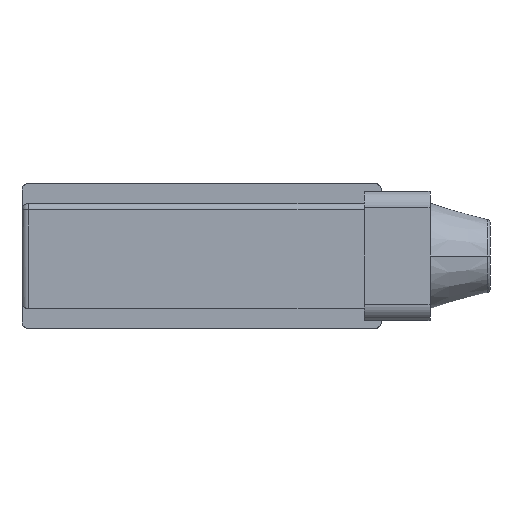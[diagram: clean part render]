
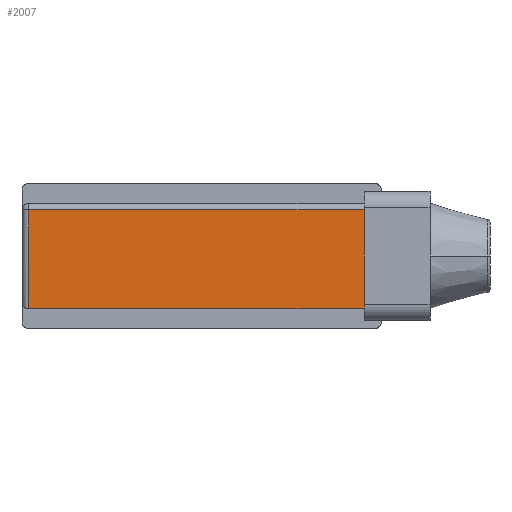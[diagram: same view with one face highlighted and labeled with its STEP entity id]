
A CAD part, front view. The second image highlights one B-rep face of the part: STEP entity #2007.
In plain terms, the highlighted planar face has unit normal (0, -1, 0).
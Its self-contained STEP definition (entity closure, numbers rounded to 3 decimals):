
#290=DIRECTION('',(-1.,0.,0.));
#291=VECTOR('',#290,50.9);
#292=CARTESIAN_POINT('',(24.7,-18.3,7.));
#293=LINE('',#292,#291);
#294=DIRECTION('',(0.,0.,1.));
#295=VECTOR('',#294,15.);
#296=CARTESIAN_POINT('',(24.7,-18.3,-8.));
#297=LINE('',#296,#295);
#298=DIRECTION('',(1.,0.,0.));
#299=VECTOR('',#298,50.9);
#300=CARTESIAN_POINT('',(-26.2,-18.3,-8.));
#301=LINE('',#300,#299);
#302=DIRECTION('',(0.,0.,-1.));
#303=VECTOR('',#302,15.);
#304=CARTESIAN_POINT('',(-26.2,-18.3,7.));
#305=LINE('',#304,#303);
#1428=CARTESIAN_POINT('',(-26.2,-18.3,-8.));
#1430=VERTEX_POINT('',#1428);
#1433=CARTESIAN_POINT('',(-26.2,-18.3,7.));
#1434=VERTEX_POINT('',#1433);
#1441=CARTESIAN_POINT('',(24.7,-18.3,7.));
#1442=VERTEX_POINT('',#1441);
#1445=CARTESIAN_POINT('',(24.7,-18.3,-8.));
#1446=VERTEX_POINT('',#1445);
#1995=CARTESIAN_POINT('',(-27.2,-18.3,-11.));
#1996=DIRECTION('',(0.,-1.,0.));
#1997=DIRECTION('',(1.,0.,0.));
#1998=AXIS2_PLACEMENT_3D('',#1995,#1996,#1997);
#1999=PLANE('',#1998);
#2000=ORIENTED_EDGE('',*,*,#1986,.F.);
#2001=ORIENTED_EDGE('',*,*,#1740,.F.);
#2002=ORIENTED_EDGE('',*,*,#1845,.F.);
#2004=ORIENTED_EDGE('',*,*,#2003,.F.);
#2005=EDGE_LOOP('',(#2000,#2001,#2002,#2004));
#2006=FACE_OUTER_BOUND('',#2005,.F.);
#1740=EDGE_CURVE('',#1446,#1442,#297,.T.);
#1845=EDGE_CURVE('',#1430,#1446,#301,.T.);
#1986=EDGE_CURVE('',#1442,#1434,#293,.T.);
#2003=EDGE_CURVE('',#1434,#1430,#305,.T.);
#2007=ADVANCED_FACE('',(#2006),#1999,.T.);
